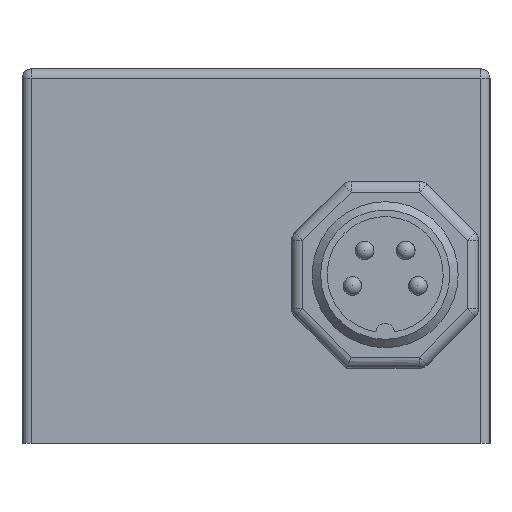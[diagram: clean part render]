
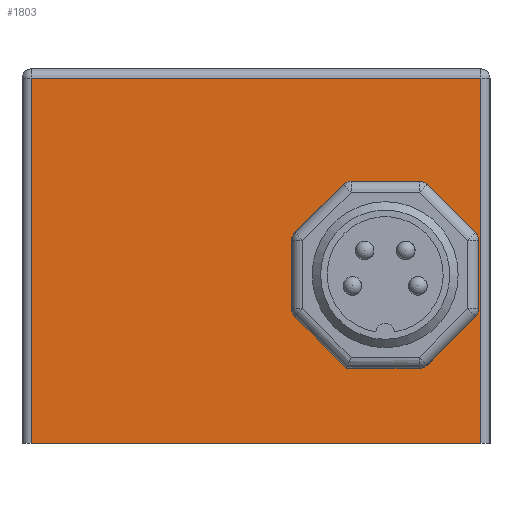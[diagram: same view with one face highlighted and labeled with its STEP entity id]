
A CAD part, left-side view. The second image highlights one B-rep face of the part: STEP entity #1803.
In plain terms, the highlighted planar face has unit normal (-1, 0, 0).
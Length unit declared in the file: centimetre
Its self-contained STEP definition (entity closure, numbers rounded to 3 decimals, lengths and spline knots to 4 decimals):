
#69=PLANE('',#2507);
#121=VECTOR('',#1992,1.);
#122=VECTOR('',#1994,1.);
#123=VECTOR('',#1996,1.);
#124=VECTOR('',#1998,1.);
#127=VECTOR('',#2060,1.);
#165=VECTOR('',#2162,1.);
#166=VECTOR('',#2163,1.);
#167=VECTOR('',#2164,1.);
#168=VECTOR('',#2165,1.);
#169=VECTOR('',#2166,1.);
#170=VECTOR('',#2167,1.);
#171=VECTOR('',#2168,1.);
#263=LINE('',#2714,#121);
#264=LINE('',#2716,#122);
#265=LINE('',#2718,#123);
#266=LINE('',#2720,#124);
#269=LINE('',#2771,#127);
#307=LINE('',#2896,#165);
#308=LINE('',#2897,#166);
#309=LINE('',#2899,#167);
#310=LINE('',#2900,#168);
#311=LINE('',#2901,#169);
#312=LINE('',#2903,#170);
#313=LINE('',#2905,#171);
#429=VERTEX_POINT('',#2604);
#430=VERTEX_POINT('',#2605);
#434=VERTEX_POINT('',#2617);
#435=VERTEX_POINT('',#2618);
#439=VERTEX_POINT('',#2633);
#440=VERTEX_POINT('',#2634);
#444=VERTEX_POINT('',#2646);
#445=VERTEX_POINT('',#2647);
#449=VERTEX_POINT('',#2662);
#450=VERTEX_POINT('',#2663);
#454=VERTEX_POINT('',#2678);
#455=VERTEX_POINT('',#2679);
#459=VERTEX_POINT('',#2691);
#460=VERTEX_POINT('',#2692);
#478=VERTEX_POINT('',#2769);
#480=VERTEX_POINT('',#2772);
#529=VERTEX_POINT('',#2898);
#530=VERTEX_POINT('',#2902);
#531=VERTEX_POINT('',#2904);
#595=CIRCLE('',#2389,0.06);
#599=CIRCLE('',#2395,0.06);
#603=CIRCLE('',#2402,0.06);
#607=CIRCLE('',#2408,0.06);
#611=CIRCLE('',#2415,0.06);
#615=CIRCLE('',#2422,0.06);
#619=CIRCLE('',#2428,0.06);
#699=EDGE_CURVE('',#429,#430,#595,.F.);
#705=EDGE_CURVE('',#434,#435,#599,.F.);
#713=EDGE_CURVE('',#439,#440,#603,.F.);
#719=EDGE_CURVE('',#444,#445,#607,.F.);
#727=EDGE_CURVE('',#449,#450,#611,.F.);
#735=EDGE_CURVE('',#454,#455,#615,.F.);
#741=EDGE_CURVE('',#459,#460,#619,.F.);
#755=EDGE_CURVE('',#429,#435,#263,.T.);
#756=EDGE_CURVE('',#434,#445,#264,.T.);
#757=EDGE_CURVE('',#444,#450,#265,.T.);
#758=EDGE_CURVE('',#449,#460,#266,.T.);
#777=EDGE_CURVE('',#478,#480,#269,.T.);
#837=EDGE_CURVE('',#459,#455,#307,.T.);
#838=EDGE_CURVE('',#454,#529,#308,.T.);
#839=EDGE_CURVE('',#529,#440,#309,.T.);
#840=EDGE_CURVE('',#439,#430,#310,.T.);
#841=EDGE_CURVE('',#530,#478,#311,.T.);
#842=EDGE_CURVE('',#531,#530,#312,.T.);
#843=EDGE_CURVE('',#480,#531,#313,.T.);
#1175=ORIENTED_EDGE('',*,*,#757,.T.);
#1176=ORIENTED_EDGE('',*,*,#727,.F.);
#1177=ORIENTED_EDGE('',*,*,#758,.T.);
#1178=ORIENTED_EDGE('',*,*,#741,.F.);
#1179=ORIENTED_EDGE('',*,*,#837,.T.);
#1180=ORIENTED_EDGE('',*,*,#735,.F.);
#1181=ORIENTED_EDGE('',*,*,#838,.T.);
#1182=ORIENTED_EDGE('',*,*,#839,.T.);
#1183=ORIENTED_EDGE('',*,*,#713,.F.);
#1184=ORIENTED_EDGE('',*,*,#840,.T.);
#1185=ORIENTED_EDGE('',*,*,#699,.F.);
#1186=ORIENTED_EDGE('',*,*,#755,.T.);
#1187=ORIENTED_EDGE('',*,*,#705,.F.);
#1188=ORIENTED_EDGE('',*,*,#756,.T.);
#1189=ORIENTED_EDGE('',*,*,#719,.F.);
#1190=ORIENTED_EDGE('',*,*,#841,.F.);
#1191=ORIENTED_EDGE('',*,*,#842,.F.);
#1192=ORIENTED_EDGE('',*,*,#843,.F.);
#1193=ORIENTED_EDGE('',*,*,#777,.F.);
#1546=EDGE_LOOP('',(#1175,#1176,#1177,#1178,#1179,#1180,#1181,#1182,#1183,
#1184,#1185,#1186,#1187,#1188,#1189));
#1547=EDGE_LOOP('',(#1190,#1191,#1192,#1193));
#1686=FACE_BOUND('',#1546,.T.);
#1687=FACE_BOUND('',#1547,.T.);
#1803=ADVANCED_FACE('',(#1686,#1687),#69,.T.);
#1869=DIRECTION('',(1.,0.,0.));
#1870=DIRECTION('',(0.,0.055,0.023));
#1883=DIRECTION('',(1.,0.,0.));
#1884=DIRECTION('',(0.,0.023,0.055));
#1901=DIRECTION('',(1.,0.,0.));
#1902=DIRECTION('',(0.,0.055,-0.023));
#1915=DIRECTION('',(1.,0.,0.));
#1916=DIRECTION('',(0.,-0.023,0.055));
#1933=DIRECTION('',(1.,0.,0.));
#1934=DIRECTION('',(0.,-0.055,0.023));
#1951=DIRECTION('',(1.,0.,0.));
#1952=DIRECTION('',(0.,-0.023,-0.055));
#1965=DIRECTION('',(1.,0.,0.));
#1966=DIRECTION('',(0.,-0.055,-0.023));
#1992=DIRECTION('',(0.,-0.707,0.707));
#1994=DIRECTION('',(0.,-1.,0.));
#1996=DIRECTION('',(0.,-0.707,-0.707));
#1998=DIRECTION('',(0.,0.,-1.));
#2060=DIRECTION('',(0.,1.,0.));
#2161=DIRECTION('',(-1.,0.,0.));
#2162=DIRECTION('',(0.,0.707,-0.707));
#2163=DIRECTION('',(0.,1.,0.));
#2164=DIRECTION('',(0.,0.707,0.707));
#2165=DIRECTION('',(0.,0.,1.));
#2166=DIRECTION('',(0.,0.,-1.));
#2167=DIRECTION('',(0.,-1.,0.));
#2168=DIRECTION('',(0.,0.,1.));
#2389=AXIS2_PLACEMENT_3D('',#2603,#1869,#1870);
#2395=AXIS2_PLACEMENT_3D('',#2616,#1883,#1884);
#2402=AXIS2_PLACEMENT_3D('',#2632,#1901,#1902);
#2408=AXIS2_PLACEMENT_3D('',#2645,#1915,#1916);
#2415=AXIS2_PLACEMENT_3D('',#2661,#1933,#1934);
#2422=AXIS2_PLACEMENT_3D('',#2677,#1951,#1952);
#2428=AXIS2_PLACEMENT_3D('',#2690,#1965,#1966);
#2507=AXIS2_PLACEMENT_3D('',#2895,#2161,$);
#2603=CARTESIAN_POINT('',(0.,1.,1.0823));
#2604=CARTESIAN_POINT('',(0.,1.0424,1.1247));
#2605=CARTESIAN_POINT('',(0.,1.06,1.0823));
#2616=CARTESIAN_POINT('',(0.,0.7423,1.34));
#2617=CARTESIAN_POINT('',(0.,0.7423,1.4));
#2618=CARTESIAN_POINT('',(0.,0.7847,1.3824));
#2632=CARTESIAN_POINT('',(0.,1.,0.7177));
#2633=CARTESIAN_POINT('',(0.,1.06,0.7177));
#2634=CARTESIAN_POINT('',(0.,1.0424,0.6753));
#2645=CARTESIAN_POINT('',(0.,0.3777,1.34));
#2646=CARTESIAN_POINT('',(0.,0.3353,1.3824));
#2647=CARTESIAN_POINT('',(0.,0.3777,1.4));
#2661=CARTESIAN_POINT('',(0.,0.12,1.0823));
#2662=CARTESIAN_POINT('',(0.,0.06,1.0823));
#2663=CARTESIAN_POINT('',(0.,0.0776,1.1247));
#2677=CARTESIAN_POINT('',(0.,0.3777,0.46));
#2678=CARTESIAN_POINT('',(0.,0.3777,0.4));
#2679=CARTESIAN_POINT('',(0.,0.3353,0.4176));
#2690=CARTESIAN_POINT('',(0.,0.12,0.7177));
#2691=CARTESIAN_POINT('',(0.,0.0776,0.6753));
#2692=CARTESIAN_POINT('',(0.,0.06,0.7177));
#2714=CARTESIAN_POINT('',(0.,1.3111,0.8561));
#2716=CARTESIAN_POINT('',(0.,0.905,1.4));
#2718=CARTESIAN_POINT('',(0.,0.1539,1.2011));
#2720=CARTESIAN_POINT('',(0.,0.06,0.45));
#2769=CARTESIAN_POINT('',(0.,0.05,0.));
#2771=CARTESIAN_POINT('',(0.,0.,0.));
#2772=CARTESIAN_POINT('',(0.,2.45,0.));
#2895=CARTESIAN_POINT('',(0.,1.25,0.));
#2896=CARTESIAN_POINT('',(0.,0.6039,0.1489));
#2897=CARTESIAN_POINT('',(0.,0.905,0.4));
#2898=CARTESIAN_POINT('',(0.,0.7671,0.4));
#2899=CARTESIAN_POINT('',(0.,0.8611,0.4939));
#2900=CARTESIAN_POINT('',(0.,1.06,0.45));
#2901=CARTESIAN_POINT('',(0.,0.05,0.));
#2902=CARTESIAN_POINT('',(0.,0.05,1.95));
#2903=CARTESIAN_POINT('',(0.,1.25,1.95));
#2904=CARTESIAN_POINT('',(0.,2.45,1.95));
#2905=CARTESIAN_POINT('',(0.,2.45,0.));
